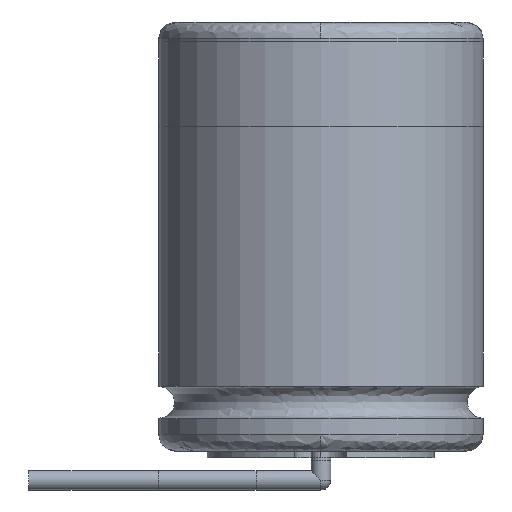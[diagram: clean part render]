
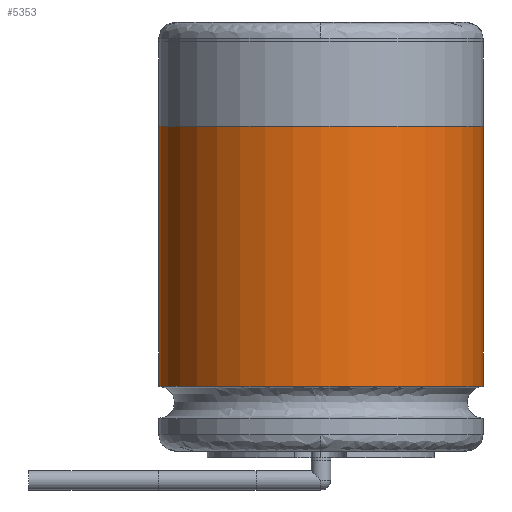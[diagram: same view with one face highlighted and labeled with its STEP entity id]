
A CAD part, left-side view. The second image highlights one B-rep face of the part: STEP entity #5353.
In plain terms, the highlighted cylindrical face has radius 5 mm (diameter 10 mm), a partial arc.
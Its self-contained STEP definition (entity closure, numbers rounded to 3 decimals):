
#2818 = ( BOUNDED_SURFACE() B_SPLINE_SURFACE(3,3,(
    (#2819,#2820,#2821,#2822,#2823,#2824,#2825)
    ,(#2826,#2827,#2828,#2829,#2830,#2831,#2832)
    ,(#2833,#2834,#2835,#2836,#2837,#2838,#2839)
    ,(#2840,#2841,#2842,#2843,#2844,#2845,#2846)
    ,(#2847,#2848,#2849,#2850,#2851,#2852,#2853)
    ,(#2854,#2855,#2856,#2857,#2858,#2859,#2860)
    ,(#2861,#2862,#2863,#2864,#2865,#2866,#2867
)),.UNSPECIFIED.,.F.,.F.,.F.) B_SPLINE_SURFACE_WITH_KNOTS((4,3,4),(4,3,4
    ),(0.,0.5,1.),(0.,0.5,1.),.PIECEWISE_BEZIER_KNOTS.) 
GEOMETRIC_REPRESENTATION_ITEM() RATIONAL_B_SPLINE_SURFACE((
    (1.,0.43,0.43,1.,0.43,0.43
      ,1.)
    ,(0.805,0.346,0.346,0.805
      ,0.346,0.346,0.805)
    ,(0.805,0.346,0.346,0.805
      ,0.346,0.346,0.805)
    ,(1.,0.43,0.43,1.,0.43,0.43
      ,1.)
    ,(0.805,0.346,0.346,0.805
      ,0.346,0.346,0.805)
    ,(0.805,0.346,0.346,0.805
      ,0.346,0.346,0.805)
    ,(1.,0.43,0.43,1.,0.43,0.43
,1.))) REPRESENTATION_ITEM('') SURFACE() );
#2819 = CARTESIAN_POINT('',(4.788,1.439,6.2));
#2820 = CARTESIAN_POINT('',(2.583,8.779,6.2));
#2821 = CARTESIAN_POINT('',(-5.,7.664,6.2));
#2822 = CARTESIAN_POINT('',(-5.,0.,6.2));
#2823 = CARTESIAN_POINT('',(-5.,-7.664,6.2));
#2824 = CARTESIAN_POINT('',(2.583,-8.779,6.2));
#2825 = CARTESIAN_POINT('',(4.788,-1.439,6.2));
#2826 = CARTESIAN_POINT('',(4.508,1.355,6.2
    ));
#2827 = CARTESIAN_POINT('',(2.431,8.265,6.2
    ));
#2828 = CARTESIAN_POINT('',(-4.707,7.215,
    6.2));
#2829 = CARTESIAN_POINT('',(-4.707,0.,6.2));
#2830 = CARTESIAN_POINT('',(-4.707,-7.215,
    6.2));
#2831 = CARTESIAN_POINT('',(2.431,-8.265,
    6.2));
#2832 = CARTESIAN_POINT('',(4.508,-1.355,
    6.2));
#2833 = CARTESIAN_POINT('',(4.31,1.295,6.407)
  );
#2834 = CARTESIAN_POINT('',(2.324,7.901,6.407
    ));
#2835 = CARTESIAN_POINT('',(-4.5,6.898,
    6.407));
#2836 = CARTESIAN_POINT('',(-4.5,0.,6.407));
#2837 = CARTESIAN_POINT('',(-4.5,-6.898,
    6.407));
#2838 = CARTESIAN_POINT('',(2.324,-7.901,
    6.407));
#2839 = CARTESIAN_POINT('',(4.31,-1.295,6.407
    ));
#2840 = CARTESIAN_POINT('',(4.31,1.295,6.7));
#2841 = CARTESIAN_POINT('',(2.324,7.901,6.7));
#2842 = CARTESIAN_POINT('',(-4.5,6.898,6.7));
#2843 = CARTESIAN_POINT('',(-4.5,0.,6.7));
#2844 = CARTESIAN_POINT('',(-4.5,-6.898,6.7));
#2845 = CARTESIAN_POINT('',(2.324,-7.901,6.7));
#2846 = CARTESIAN_POINT('',(4.31,-1.295,6.7));
#2847 = CARTESIAN_POINT('',(4.31,1.295,6.993)
  );
#2848 = CARTESIAN_POINT('',(2.324,7.901,6.993
    ));
#2849 = CARTESIAN_POINT('',(-4.5,6.898,
    6.993));
#2850 = CARTESIAN_POINT('',(-4.5,0.,6.993));
#2851 = CARTESIAN_POINT('',(-4.5,-6.898,
    6.993));
#2852 = CARTESIAN_POINT('',(2.324,-7.901,
    6.993));
#2853 = CARTESIAN_POINT('',(4.31,-1.295,6.993
    ));
#2854 = CARTESIAN_POINT('',(4.508,1.355,7.2
    ));
#2855 = CARTESIAN_POINT('',(2.431,8.265,7.2
    ));
#2856 = CARTESIAN_POINT('',(-4.707,7.215,
    7.2));
#2857 = CARTESIAN_POINT('',(-4.707,0.,7.2));
#2858 = CARTESIAN_POINT('',(-4.707,-7.215,
    7.2));
#2859 = CARTESIAN_POINT('',(2.431,-8.265,
    7.2));
#2860 = CARTESIAN_POINT('',(4.508,-1.355,
    7.2));
#2861 = CARTESIAN_POINT('',(4.788,1.439,7.2));
#2862 = CARTESIAN_POINT('',(2.583,8.779,7.2));
#2863 = CARTESIAN_POINT('',(-5.,7.664,7.2));
#2864 = CARTESIAN_POINT('',(-5.,0.,7.2));
#2865 = CARTESIAN_POINT('',(-5.,-7.664,7.2));
#2866 = CARTESIAN_POINT('',(2.583,-8.779,7.2));
#2867 = CARTESIAN_POINT('',(4.788,-1.439,7.2));
#3191 = CYLINDRICAL_SURFACE('',#3192,5.);
#3192 = AXIS2_PLACEMENT_3D('',#3193,#3194,#3195);
#3193 = CARTESIAN_POINT('',(0.,0.,22.5));
#3194 = DIRECTION('',(0.,0.,-1.));
#3195 = DIRECTION('',(0.,1.,0.));
#3962 = EDGE_CURVE('',#3963,#3965,#3967,.T.);
#3963 = VERTEX_POINT('',#3964);
#3964 = CARTESIAN_POINT('',(0.,5.,7.2));
#3965 = VERTEX_POINT('',#3966);
#3966 = CARTESIAN_POINT('',(0.,-5.,7.2));
#3967 = SURFACE_CURVE('',#3968,(#3973,#4002),.PCURVE_S1.);
#3968 = CIRCLE('',#3969,5.);
#3969 = AXIS2_PLACEMENT_3D('',#3970,#3971,#3972);
#3970 = CARTESIAN_POINT('',(0.,0.,7.2));
#3971 = DIRECTION('',(0.,0.,1.));
#3972 = DIRECTION('',(0.,1.,0.));
#3973 = PCURVE('',#2818,#3974);
#3974 = DEFINITIONAL_REPRESENTATION('',(#3975),#4001);
#3975 = B_SPLINE_CURVE_WITH_KNOTS('',3,(#3976,#3977,#3978,#3979,#3980,
    #3981,#3982,#3983,#3984,#3985,#3986,#3987,#3988,#3989,#3990,#3991,
    #3992,#3993,#3994,#3995,#3996,#3997,#3998,#3999,#4000),
  .UNSPECIFIED.,.F.,.F.,(4,1,1,1,1,1,1,1,1,1,1,1,1,1,1,1,1,1,1,1,1,1,4),
  (0.,0.143,0.286,0.428,0.571,
    0.714,0.857,1.,1.142,
    1.285,1.428,1.571,1.714,
    1.856,1.999,2.142,2.285,
    2.428,2.57,2.713,2.856,
    2.999,3.142),.UNSPECIFIED.);
#3976 = CARTESIAN_POINT('',(1.,0.229));
#3977 = CARTESIAN_POINT('',(1.,0.236));
#3978 = CARTESIAN_POINT('',(1.,0.25));
#3979 = CARTESIAN_POINT('',(1.,0.27));
#3980 = CARTESIAN_POINT('',(1.,0.291));
#3981 = CARTESIAN_POINT('',(1.,0.312));
#3982 = CARTESIAN_POINT('',(1.,0.334));
#3983 = CARTESIAN_POINT('',(1.,0.357));
#3984 = CARTESIAN_POINT('',(1.,0.381));
#3985 = CARTESIAN_POINT('',(1.,0.407));
#3986 = CARTESIAN_POINT('',(1.,0.435));
#3987 = CARTESIAN_POINT('',(1.,0.465));
#3988 = CARTESIAN_POINT('',(1.,0.5));
#3989 = CARTESIAN_POINT('',(1.,0.535));
#3990 = CARTESIAN_POINT('',(1.,0.565));
#3991 = CARTESIAN_POINT('',(1.,0.593));
#3992 = CARTESIAN_POINT('',(1.,0.619));
#3993 = CARTESIAN_POINT('',(1.,0.643));
#3994 = CARTESIAN_POINT('',(1.,0.666));
#3995 = CARTESIAN_POINT('',(1.,0.688));
#3996 = CARTESIAN_POINT('',(1.,0.709));
#3997 = CARTESIAN_POINT('',(1.,0.73));
#3998 = CARTESIAN_POINT('',(1.,0.75));
#3999 = CARTESIAN_POINT('',(1.,0.764));
#4000 = CARTESIAN_POINT('',(1.,0.771));
#4001 = ( GEOMETRIC_REPRESENTATION_CONTEXT(2) 
PARAMETRIC_REPRESENTATION_CONTEXT() REPRESENTATION_CONTEXT('2D SPACE',''
  ) );
#4002 = PCURVE('',#4003,#4008);
#4003 = CYLINDRICAL_SURFACE('',#4004,5.);
#4004 = AXIS2_PLACEMENT_3D('',#4005,#4006,#4007);
#4005 = CARTESIAN_POINT('',(0.,0.,22.5));
#4006 = DIRECTION('',(0.,0.,-1.));
#4007 = DIRECTION('',(0.,1.,0.));
#4008 = DEFINITIONAL_REPRESENTATION('',(#4009),#4013);
#4009 = LINE('',#4010,#4011);
#4010 = CARTESIAN_POINT('',(6.283,15.3));
#4011 = VECTOR('',#4012,1.);
#4012 = DIRECTION('',(-1.,0.));
#4013 = ( GEOMETRIC_REPRESENTATION_CONTEXT(2) 
PARAMETRIC_REPRESENTATION_CONTEXT() REPRESENTATION_CONTEXT('2D SPACE',''
  ) );
#4451 = VERTEX_POINT('',#4452);
#4452 = CARTESIAN_POINT('',(0.,-5.,15.2));
#4479 = EDGE_CURVE('',#4451,#3965,#4480,.T.);
#4480 = SURFACE_CURVE('',#4481,(#4485,#4492),.PCURVE_S1.);
#4481 = LINE('',#4482,#4483);
#4482 = CARTESIAN_POINT('',(0.,-5.,22.5));
#4483 = VECTOR('',#4484,1.);
#4484 = DIRECTION('',(0.,0.,-1.));
#4485 = PCURVE('',#3191,#4486);
#4486 = DEFINITIONAL_REPRESENTATION('',(#4487),#4491);
#4487 = LINE('',#4488,#4489);
#4488 = CARTESIAN_POINT('',(3.142,0.));
#4489 = VECTOR('',#4490,1.);
#4490 = DIRECTION('',(0.,1.));
#4491 = ( GEOMETRIC_REPRESENTATION_CONTEXT(2) 
PARAMETRIC_REPRESENTATION_CONTEXT() REPRESENTATION_CONTEXT('2D SPACE',''
  ) );
#4492 = PCURVE('',#4003,#4493);
#4493 = DEFINITIONAL_REPRESENTATION('',(#4494),#4498);
#4494 = LINE('',#4495,#4496);
#4495 = CARTESIAN_POINT('',(3.142,0.));
#4496 = VECTOR('',#4497,1.);
#4497 = DIRECTION('',(0.,1.));
#4498 = ( GEOMETRIC_REPRESENTATION_CONTEXT(2) 
PARAMETRIC_REPRESENTATION_CONTEXT() REPRESENTATION_CONTEXT('2D SPACE',''
  ) );
#4596 = EDGE_CURVE('',#4597,#3963,#4599,.T.);
#4597 = VERTEX_POINT('',#4598);
#4598 = CARTESIAN_POINT('',(0.,5.,15.2));
#4599 = SURFACE_CURVE('',#4600,(#4604,#4611),.PCURVE_S1.);
#4600 = LINE('',#4601,#4602);
#4601 = CARTESIAN_POINT('',(0.,5.,22.5));
#4602 = VECTOR('',#4603,1.);
#4603 = DIRECTION('',(0.,0.,-1.));
#4604 = PCURVE('',#3191,#4605);
#4605 = DEFINITIONAL_REPRESENTATION('',(#4606),#4610);
#4606 = LINE('',#4607,#4608);
#4607 = CARTESIAN_POINT('',(0.,0.));
#4608 = VECTOR('',#4609,1.);
#4609 = DIRECTION('',(0.,1.));
#4610 = ( GEOMETRIC_REPRESENTATION_CONTEXT(2) 
PARAMETRIC_REPRESENTATION_CONTEXT() REPRESENTATION_CONTEXT('2D SPACE',''
  ) );
#4611 = PCURVE('',#4003,#4612);
#4612 = DEFINITIONAL_REPRESENTATION('',(#4613),#4617);
#4613 = LINE('',#4614,#4615);
#4614 = CARTESIAN_POINT('',(6.283,0.));
#4615 = VECTOR('',#4616,1.);
#4616 = DIRECTION('',(0.,1.));
#4617 = ( GEOMETRIC_REPRESENTATION_CONTEXT(2) 
PARAMETRIC_REPRESENTATION_CONTEXT() REPRESENTATION_CONTEXT('2D SPACE',''
  ) );
#5353 = ADVANCED_FACE('',(#5354),#4003,.T.);
#5354 = FACE_BOUND('',#5355,.T.);
#5355 = EDGE_LOOP('',(#5356,#5357,#5384,#5385));
#5356 = ORIENTED_EDGE('',*,*,#4479,.F.);
#5357 = ORIENTED_EDGE('',*,*,#5358,.T.);
#5358 = EDGE_CURVE('',#4451,#4597,#5359,.T.);
#5359 = SURFACE_CURVE('',#5360,(#5365,#5372),.PCURVE_S1.);
#5360 = CIRCLE('',#5361,5.);
#5361 = AXIS2_PLACEMENT_3D('',#5362,#5363,#5364);
#5362 = CARTESIAN_POINT('',(0.,0.,15.2));
#5363 = DIRECTION('',(0.,0.,-1.));
#5364 = DIRECTION('',(0.,1.,0.));
#5365 = PCURVE('',#4003,#5366);
#5366 = DEFINITIONAL_REPRESENTATION('',(#5367),#5371);
#5367 = LINE('',#5368,#5369);
#5368 = CARTESIAN_POINT('',(0.,7.3));
#5369 = VECTOR('',#5370,1.);
#5370 = DIRECTION('',(1.,0.));
#5371 = ( GEOMETRIC_REPRESENTATION_CONTEXT(2) 
PARAMETRIC_REPRESENTATION_CONTEXT() REPRESENTATION_CONTEXT('2D SPACE',''
  ) );
#5372 = PCURVE('',#5373,#5378);
#5373 = CYLINDRICAL_SURFACE('',#5374,5.);
#5374 = AXIS2_PLACEMENT_3D('',#5375,#5376,#5377);
#5375 = CARTESIAN_POINT('',(0.,0.,22.5));
#5376 = DIRECTION('',(0.,0.,-1.));
#5377 = DIRECTION('',(0.,1.,0.));
#5378 = DEFINITIONAL_REPRESENTATION('',(#5379),#5383);
#5379 = LINE('',#5380,#5381);
#5380 = CARTESIAN_POINT('',(0.,7.3));
#5381 = VECTOR('',#5382,1.);
#5382 = DIRECTION('',(1.,0.));
#5383 = ( GEOMETRIC_REPRESENTATION_CONTEXT(2) 
PARAMETRIC_REPRESENTATION_CONTEXT() REPRESENTATION_CONTEXT('2D SPACE',''
  ) );
#5384 = ORIENTED_EDGE('',*,*,#4596,.T.);
#5385 = ORIENTED_EDGE('',*,*,#3962,.T.);
